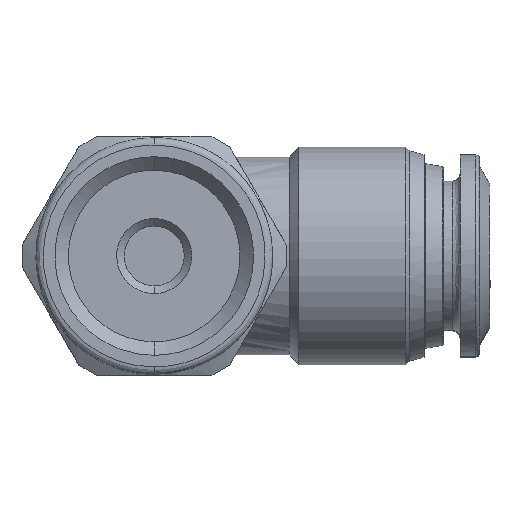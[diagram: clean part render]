
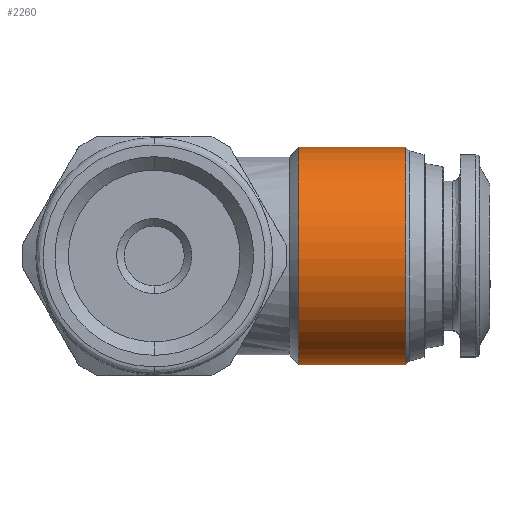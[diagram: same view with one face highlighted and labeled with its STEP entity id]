
A CAD part, front view. The second image highlights one B-rep face of the part: STEP entity #2260.
In plain terms, the highlighted free-form (B-spline) face has degree [1, 3] with [2, 4] control points.
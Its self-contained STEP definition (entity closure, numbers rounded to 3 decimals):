
#256 = CARTESIAN_POINT ( 'NONE',  ( 9.65, 0., 7.25 ) ) ;
#434 = CARTESIAN_POINT ( 'NONE',  ( 9.65, -14.5, -7.25 ) ) ;
#476 = CARTESIAN_POINT ( 'NONE',  ( 16.768, -14.5, 7.25 ) ) ;
#520 = CARTESIAN_POINT ( 'NONE',  ( 16.768, 0., 7.25 ) ) ;
#831 = CARTESIAN_POINT ( 'NONE',  ( 16.768, 0., -7.25 ) ) ;
#839 = FACE_OUTER_BOUND ( 'NONE', #2961, .T. ) ;
#964 = EDGE_CURVE ( 'NONE', #2659, #3969, #5344, .T. ) ;
#988 = CARTESIAN_POINT ( 'NONE',  ( 16.768, 0., 7.25 ) ) ;
#1136 = ORIENTED_EDGE ( 'NONE', *, *, #2259, .F. ) ;
#1466 = CARTESIAN_POINT ( 'NONE',  ( 9.65, 0., 7.25 ) ) ;
#1724 = CARTESIAN_POINT ( 'NONE',  ( 9.65, 0., -7.25 ) ) ;
#1903 = CARTESIAN_POINT ( 'NONE',  ( 16.768, 0., -7.25 ) ) ;
#2259 = EDGE_CURVE ( 'NONE', #3969, #4795, #2639, .T. ) ;
#2260 = ADVANCED_FACE ( 'NONE', ( #839 ), #3824, .F. ) ;
#2434 = CARTESIAN_POINT ( 'NONE',  ( 9.65, 0., -7.25 ) ) ;
#2519 = CARTESIAN_POINT ( 'NONE',  ( 9.65, 0., -7.25 ) ) ;
#2555 = ORIENTED_EDGE ( 'NONE', *, *, #3408, .T. ) ;
#2639 = B_SPLINE_CURVE_WITH_KNOTS ( 'NONE', 1,
 ( #831, #2434 ),
 .UNSPECIFIED., .F., .F.,
 ( 2, 2 ),
 ( -1., 0. ),
 .UNSPECIFIED. ) ;
#2659 = VERTEX_POINT ( 'NONE', #520 ) ;
#2961 = EDGE_LOOP ( 'NONE', ( #3766, #6183, #2555, #1136 ) ) ;
#3125 = CARTESIAN_POINT ( 'NONE',  ( 9.65, 0., 7.25 ) ) ;
#3408 = EDGE_CURVE ( 'NONE', #5089, #4795, #4264, .T. ) ;
#3469 = CARTESIAN_POINT ( 'NONE',  ( 9.65, 0., 7.25 ) ) ;
#3503 = CARTESIAN_POINT ( 'NONE',  ( 16.768, -14.5, 7.25 ) ) ;
#3609 = CARTESIAN_POINT ( 'NONE',  ( 16.768, 0., -7.25 ) ) ;
#3761 = CARTESIAN_POINT ( 'NONE',  ( 16.768, 0., 7.25 ) ) ;
#3766 = ORIENTED_EDGE ( 'NONE', *, *, #964, .F. ) ;
#3824 =( BOUNDED_SURFACE ( )  B_SPLINE_SURFACE ( 1, 3, ( 
 ( #6526, #6006, #476, #988 ),
 ( #2519, #434, #4577, #1466 ) ),
 .UNSPECIFIED., .F., .F., .T. ) 
 B_SPLINE_SURFACE_WITH_KNOTS ( ( 2, 2 ),
 ( 4, 4 ),
 ( 0., 1. ),
 ( 0., 1. ),
 .UNSPECIFIED. ) 
 GEOMETRIC_REPRESENTATION_ITEM ( )  RATIONAL_B_SPLINE_SURFACE ( (
 ( 1., 0.333, 0.333, 1.),
 ( 1., 0.333, 0.333, 1.) ) ) 
 REPRESENTATION_ITEM ( '' )  SURFACE ( )  );
#3969 = VERTEX_POINT ( 'NONE', #3609 ) ;
#3978 = CARTESIAN_POINT ( 'NONE',  ( 9.65, 0., -7.25 ) ) ;
#4264 =( BOUNDED_CURVE ( )  B_SPLINE_CURVE ( 3, ( #3469, #5476, #5959, #3978 ),
 .UNSPECIFIED., .F., .F. ) 
 B_SPLINE_CURVE_WITH_KNOTS ( ( 4, 4 ),
 ( -3.142, 0. ),
 .UNSPECIFIED. ) 
 CURVE ( )  GEOMETRIC_REPRESENTATION_ITEM ( )  RATIONAL_B_SPLINE_CURVE ( ( 1., 0.333, 0.333, 1. ) ) 
 REPRESENTATION_ITEM ( '' )  );
#4439 = B_SPLINE_CURVE_WITH_KNOTS ( 'NONE', 1,
 ( #256, #3761 ),
 .UNSPECIFIED., .F., .F.,
 ( 2, 2 ),
 ( -1., 0. ),
 .UNSPECIFIED. ) ;
#4577 = CARTESIAN_POINT ( 'NONE',  ( 9.65, -14.5, 7.25 ) ) ;
#4795 = VERTEX_POINT ( 'NONE', #1724 ) ;
#5089 = VERTEX_POINT ( 'NONE', #3125 ) ;
#5344 =( BOUNDED_CURVE ( )  B_SPLINE_CURVE ( 3, ( #6528, #3503, #5550, #1903 ),
 .UNSPECIFIED., .F., .F. ) 
 B_SPLINE_CURVE_WITH_KNOTS ( ( 4, 4 ),
 ( -3.142, 0. ),
 .UNSPECIFIED. ) 
 CURVE ( )  GEOMETRIC_REPRESENTATION_ITEM ( )  RATIONAL_B_SPLINE_CURVE ( ( 1., 0.333, 0.333, 1. ) ) 
 REPRESENTATION_ITEM ( '' )  );
#5476 = CARTESIAN_POINT ( 'NONE',  ( 9.65, -14.5, 7.25 ) ) ;
#5550 = CARTESIAN_POINT ( 'NONE',  ( 16.768, -14.5, -7.25 ) ) ;
#5836 = EDGE_CURVE ( 'NONE', #5089, #2659, #4439, .T. ) ;
#5959 = CARTESIAN_POINT ( 'NONE',  ( 9.65, -14.5, -7.25 ) ) ;
#6006 = CARTESIAN_POINT ( 'NONE',  ( 16.768, -14.5, -7.25 ) ) ;
#6183 = ORIENTED_EDGE ( 'NONE', *, *, #5836, .F. ) ;
#6526 = CARTESIAN_POINT ( 'NONE',  ( 16.768, 0., -7.25 ) ) ;
#6528 = CARTESIAN_POINT ( 'NONE',  ( 16.768, 0., 7.25 ) ) ;
